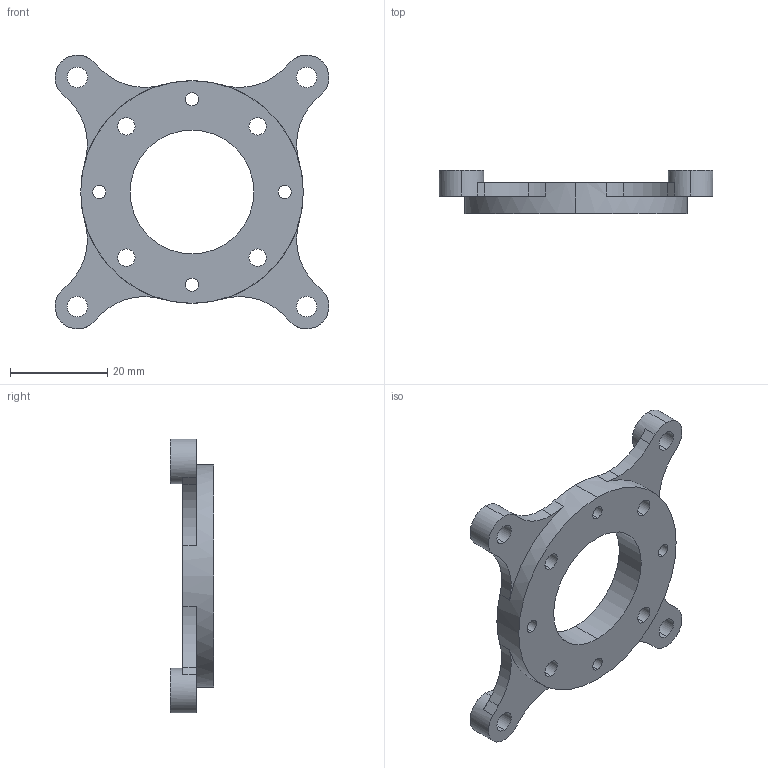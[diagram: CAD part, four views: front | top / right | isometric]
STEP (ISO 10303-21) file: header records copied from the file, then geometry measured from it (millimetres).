
FILE_DESCRIPTION (( 'STEP AP203' ), '1' );
FILE_NAME ('555160.STEP', '2014-07-11T19:11:13', ( 'Kyle' ), ( 'Microsoft' ), 'SwSTEP 2.0', 'SolidWorks 2014', '' );
FILE_SCHEMA (( 'CONFIG_CONTROL_DESIGN' ));
Length unit declared in the file: inch
Products named in the file (1): 555160
Bounding box: 56.24 x 8.89 x 56.24 mm (x, y, z)
Volume: 8557.8 mm3; surface area: 6138.2 mm2
Topology: 1 solids, 1 shells, 76 faces, 210 edges, 140 vertices
Faces by surface type: cylinder 54, plane 22
Entity records: 2629 total; most frequent: DIRECTION 488, CARTESIAN_POINT 427, ORIENTED_EDGE 420, EDGE_CURVE 210, AXIS2_PLACEMENT_3D 201, VERTEX_POINT 140, CIRCLE 124, EDGE_LOOP 106
